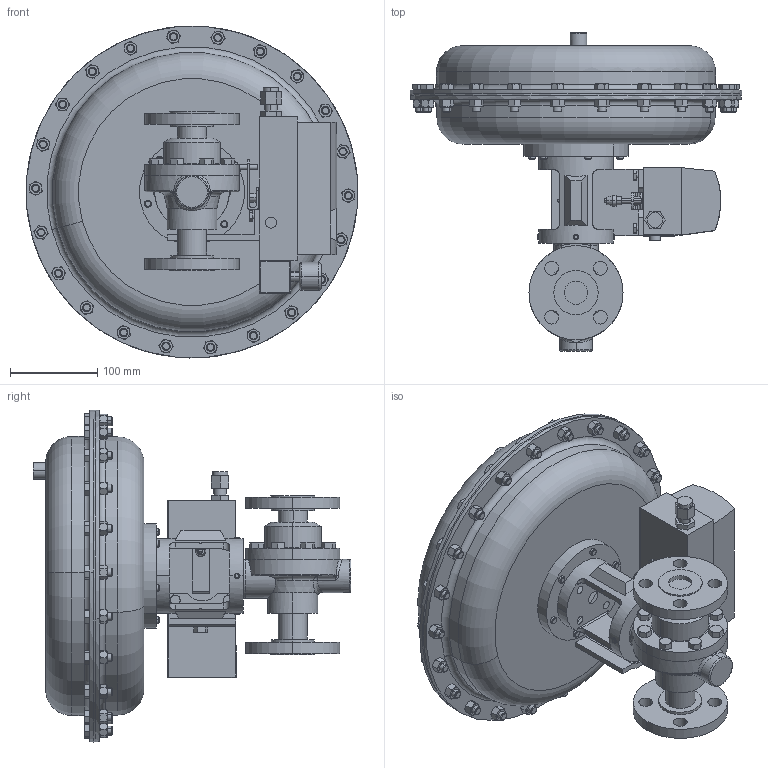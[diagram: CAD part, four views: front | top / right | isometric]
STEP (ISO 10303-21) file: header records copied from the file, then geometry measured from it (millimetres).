
FILE_DESCRIPTION (( 'STEP AP203' ), '1' );
FILE_NAME ('70SP-100-CS+S6-F5-85M-16IQ.STEP', '2017-09-11T16:54:29', ( '' ), ( '' ), 'SwSTEP 2.0', 'SolidWorks 2014', '' );
FILE_SCHEMA (( 'CONFIG_CONTROL_DESIGN' ));
Length unit declared in the file: inch
Products named in the file (1): 70SP-100-CS+S6-F5-85M-16IQ
Bounding box: 380.89 x 364.78 x 380.96 mm (x, y, z)
Volume: 11740233.4 mm3; surface area: 574522.4 mm2
Topology: 3 solids, 3 shells, 1328 faces, 3025 edges, 1820 vertices
Faces by surface type: plane 543, cone 527, cylinder 219, torus 27, bspline 8, sphere 4
Full cylindrical faces by diameter (mm): 6.528 x1, 9.525 x4, 14.732 x1, 54.864 x1
Entity records: 41658 total; most frequent: CARTESIAN_POINT 13110, ORIENTED_EDGE 6038, DIRECTION 5647, EDGE_CURVE 3019, AXIS2_PLACEMENT_3D 2307, VERTEX_POINT 1820, EDGE_LOOP 1475, ADVANCED_FACE 1328
